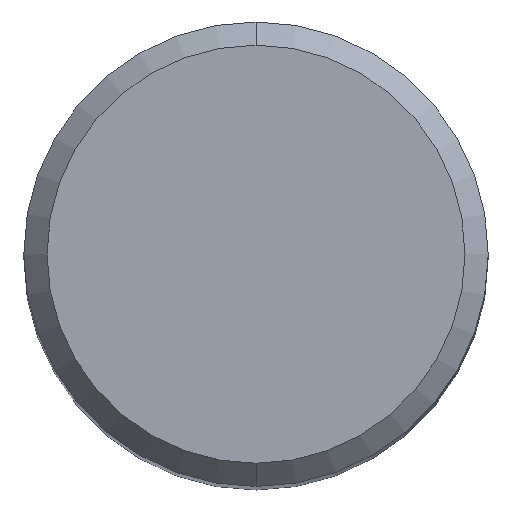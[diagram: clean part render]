
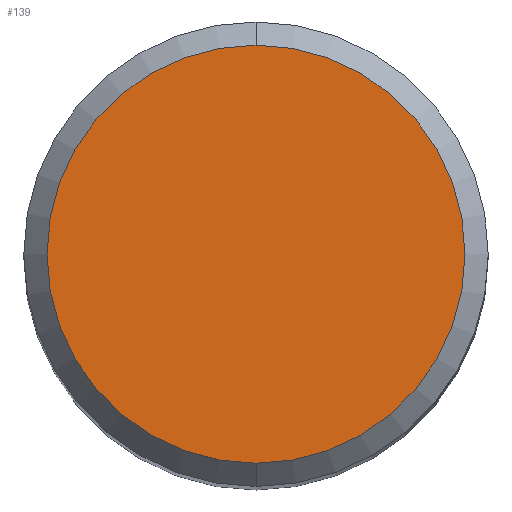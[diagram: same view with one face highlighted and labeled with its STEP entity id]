
A CAD part, top view. The second image highlights one B-rep face of the part: STEP entity #139.
In plain terms, the highlighted planar face has unit normal (0, 0, 1).
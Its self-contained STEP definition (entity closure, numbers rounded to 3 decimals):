
#135=VERTEX_POINT('',#292);
#139=ADVANCED_FACE('',(#296),#297,.T.);
#179=VERTEX_POINT('',#342);
#183=EDGE_CURVE('',#135,#179,#346,.T.);
#187=EDGE_CURVE('',#179,#135,#351,.T.);
#292=CARTESIAN_POINT('',(0.0,3.6,0.));
#296=FACE_OUTER_BOUND('',#471,.T.);
#297=PLANE('',#472);
#342=CARTESIAN_POINT('',(0.,-3.6,0.));
#346=CIRCLE('',#527,3.6);
#351=CIRCLE('',#533,3.6);
#471=EDGE_LOOP('',(#673,#674));
#472=AXIS2_PLACEMENT_3D('',#675,#676,#677);
#527=AXIS2_PLACEMENT_3D('',#726,#727,#728);
#533=AXIS2_PLACEMENT_3D('',#735,#736,#737);
#673=ORIENTED_EDGE('',*,*,#183,.F.);
#674=ORIENTED_EDGE('',*,*,#187,.F.);
#675=CARTESIAN_POINT('',(0.0,1.8,0.));
#676=DIRECTION('',(-0.0,0.0,1.0));
#677=DIRECTION('',(0.0,-1.0,0.0));
#726=CARTESIAN_POINT('',(0.0,0.0,0.));
#727=DIRECTION('',(0.0,0.0,-1.0));
#728=DIRECTION('',(0.0,1.0,0.0));
#735=CARTESIAN_POINT('',(0.0,0.0,0.));
#736=DIRECTION('',(0.0,0.0,-1.0));
#737=DIRECTION('',(0.0,1.0,0.0));
